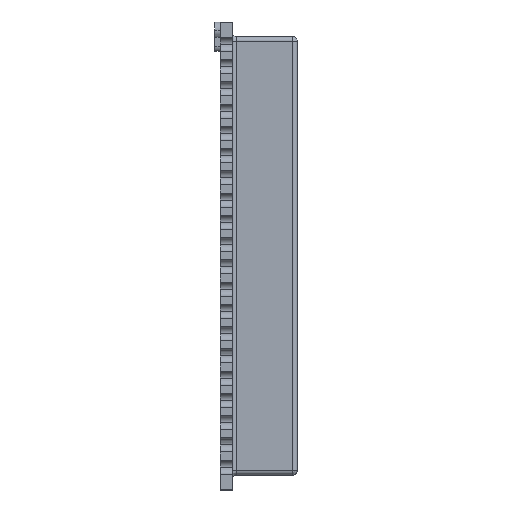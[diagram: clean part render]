
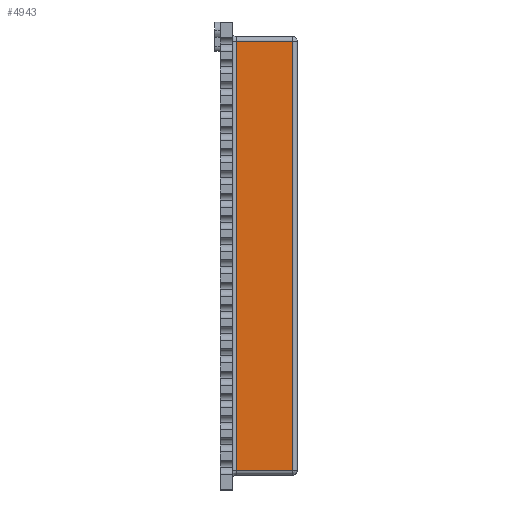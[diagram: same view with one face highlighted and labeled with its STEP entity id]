
A CAD part, top view. The second image highlights one B-rep face of the part: STEP entity #4943.
In plain terms, the highlighted planar face has unit normal (0, 0, 1).
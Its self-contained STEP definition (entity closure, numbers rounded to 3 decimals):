
#725 = EDGE_LOOP ( 'NONE', ( #4114, #4105, #4111, #4113 ) ) ;
#2478 = CARTESIAN_POINT ( 'NONE',  ( 4.144, -12.25, 8. ) ) ;
#2486 = CARTESIAN_POINT ( 'NONE',  ( 4.144, 12.25, 8. ) ) ;
#2623 = VERTEX_POINT ( 'NONE', #2478 ) ;
#2624 = VERTEX_POINT ( 'NONE', #2486 ) ;
#3078 = VECTOR ( 'NONE', #4332, 1000. ) ;
#3124 = DIRECTION ( 'NONE',  ( -1., 0., 0. ) ) ;
#3126 = CARTESIAN_POINT ( 'NONE',  ( 0., 0., 8. ) ) ;
#3128 = DIRECTION ( 'NONE',  ( 0., 0., -1. ) ) ;
#3134 = PLANE ( 'NONE',  #3328 ) ;
#3328 = AXIS2_PLACEMENT_3D ( 'NONE', #3126, #3128, #3124 ) ;
#3332 = FACE_OUTER_BOUND ( 'NONE', #725, .T. ) ;
#3468 = VECTOR ( 'NONE', #4351, 1000. ) ;
#3469 = VECTOR ( 'NONE', #4360, 1000. ) ;
#3474 = VECTOR ( 'NONE', #4380, 1000. ) ;
#4105 = ORIENTED_EDGE ( 'NONE', *, *, #5006, .F. ) ;
#4111 = ORIENTED_EDGE ( 'NONE', *, *, #5000, .F. ) ;
#4113 = ORIENTED_EDGE ( 'NONE', *, *, #5015, .T. ) ;
#4114 = ORIENTED_EDGE ( 'NONE', *, *, #5009, .F. ) ;
#4330 = LINE ( 'NONE', #4331, #3078 ) ;
#4331 = CARTESIAN_POINT ( 'NONE',  ( 0., 12.25, 8. ) ) ;
#4332 = DIRECTION ( 'NONE',  ( 1., 0., 0. ) ) ;
#4349 = LINE ( 'NONE', #4350, #3468 ) ;
#4350 = CARTESIAN_POINT ( 'NONE',  ( 4.144, 0., 8. ) ) ;
#4351 = DIRECTION ( 'NONE',  ( 0., -1., 0. ) ) ;
#4358 = LINE ( 'NONE', #4359, #3469 ) ;
#4359 = CARTESIAN_POINT ( 'NONE',  ( 0., -12.25, 8. ) ) ;
#4360 = DIRECTION ( 'NONE',  ( -1., 0., 0. ) ) ;
#4378 = LINE ( 'NONE', #4379, #3474 ) ;
#4379 = CARTESIAN_POINT ( 'NONE',  ( 0.936, 0., 8. ) ) ;
#4380 = DIRECTION ( 'NONE',  ( 0., -1., 0. ) ) ;
#4943 = ADVANCED_FACE ( 'NONE', ( #3332 ), #3134, .F. ) ;
#5000 = EDGE_CURVE ( 'NONE', #5843, #2624, #4330, .T. ) ;
#5006 = EDGE_CURVE ( 'NONE', #2624, #2623, #4349, .T. ) ;
#5009 = EDGE_CURVE ( 'NONE', #2623, #5825, #4358, .T. ) ;
#5015 = EDGE_CURVE ( 'NONE', #5843, #5825, #4378, .T. ) ;
#5629 = CARTESIAN_POINT ( 'NONE',  ( 0.936, -12.25, 8. ) ) ;
#5647 = CARTESIAN_POINT ( 'NONE',  ( 0.936, 12.25, 8. ) ) ;
#5825 = VERTEX_POINT ( 'NONE', #5629 ) ;
#5843 = VERTEX_POINT ( 'NONE', #5647 ) ;
